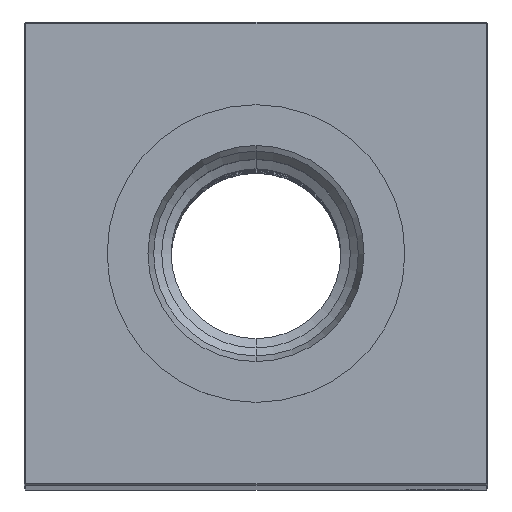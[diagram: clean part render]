
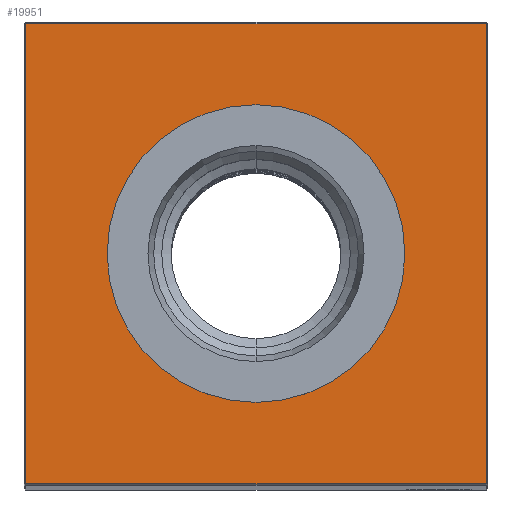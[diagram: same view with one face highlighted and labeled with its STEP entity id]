
A CAD part, top view. The second image highlights one B-rep face of the part: STEP entity #19951.
In plain terms, the highlighted planar face has unit normal (0, 0, 1).
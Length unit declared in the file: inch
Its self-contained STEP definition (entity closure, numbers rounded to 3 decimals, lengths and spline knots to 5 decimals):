
#1226 = EDGE_CURVE ( 'NONE', #8147, #3509, #16925, .T. ) ;
#1263 = CIRCLE ( 'NONE', #10074, 0.96457 ) ;
#2171 = FACE_BOUND ( 'NONE', #25253, .T. ) ;
#2755 = EDGE_LOOP ( 'NONE', ( #7265, #16281, #7396, #21873 ) ) ;
#2830 = CIRCLE ( 'NONE', #22393, 0.96457 ) ;
#2844 = CARTESIAN_POINT ( 'NONE',  ( 0., -1.49, 18.25 ) ) ;
#3321 = VECTOR ( 'NONE', #10951, 39.37008 ) ;
#3509 = VERTEX_POINT ( 'NONE', #29549 ) ;
#3700 = ORIENTED_EDGE ( 'NONE', *, *, #13726, .T. ) ;
#3780 = EDGE_CURVE ( 'NONE', #21994, #22400, #22102, .T. ) ;
#4244 = ORIENTED_EDGE ( 'NONE', *, *, #18221, .T. ) ;
#4664 = CARTESIAN_POINT ( 'NONE',  ( 0., 0., 18.25 ) ) ;
#4773 = DIRECTION ( 'NONE',  ( 0., 0., -1. ) ) ;
#5481 = CARTESIAN_POINT ( 'NONE',  ( 1.49, -1.49, 18.25 ) ) ;
#7140 = CARTESIAN_POINT ( 'NONE',  ( -1.49, -1.49, 18.25 ) ) ;
#7265 = ORIENTED_EDGE ( 'NONE', *, *, #20826, .T. ) ;
#7370 = VERTEX_POINT ( 'NONE', #27206 ) ;
#7396 = ORIENTED_EDGE ( 'NONE', *, *, #22021, .T. ) ;
#8147 = VERTEX_POINT ( 'NONE', #17091 ) ;
#9419 = DIRECTION ( 'NONE',  ( 0., 0., -1. ) ) ;
#10074 = AXIS2_PLACEMENT_3D ( 'NONE', #16709, #26030, #13979 ) ;
#10462 = VECTOR ( 'NONE', #12650, 39.37008 ) ;
#10489 = CARTESIAN_POINT ( 'NONE',  ( -1.49, 0., 18.25 ) ) ;
#10951 = DIRECTION ( 'NONE',  ( 0., -1., 0. ) ) ;
#11370 = VECTOR ( 'NONE', #14730, 39.37008 ) ;
#12650 = DIRECTION ( 'NONE',  ( 1., 0., 0. ) ) ;
#13726 = EDGE_CURVE ( 'NONE', #7370, #16490, #1263, .T. ) ;
#13979 = DIRECTION ( 'NONE',  ( -1., 0., 0. ) ) ;
#14021 = DIRECTION ( 'NONE',  ( -1., 0., 0. ) ) ;
#14730 = DIRECTION ( 'NONE',  ( 0., 1., 0. ) ) ;
#16281 = ORIENTED_EDGE ( 'NONE', *, *, #3780, .T. ) ;
#16490 = VERTEX_POINT ( 'NONE', #22897 ) ;
#16709 = CARTESIAN_POINT ( 'NONE',  ( 0., 0., 18.25 ) ) ;
#16925 = LINE ( 'NONE', #26089, #26048 ) ;
#17091 = CARTESIAN_POINT ( 'NONE',  ( 1.49, 1.49, 18.25 ) ) ;
#18221 = EDGE_CURVE ( 'NONE', #16490, #7370, #2830, .T. ) ;
#18850 = CARTESIAN_POINT ( 'NONE',  ( 0., 0., 18.25 ) ) ;
#19951 = ADVANCED_FACE ( 'NONE', ( #25738, #2171 ), #28193, .F. ) ;
#20826 = EDGE_CURVE ( 'NONE', #3509, #21994, #29606, .T. ) ;
#21873 = ORIENTED_EDGE ( 'NONE', *, *, #1226, .T. ) ;
#21994 = VERTEX_POINT ( 'NONE', #7140 ) ;
#22021 = EDGE_CURVE ( 'NONE', #22400, #8147, #28332, .T. ) ;
#22102 = LINE ( 'NONE', #2844, #10462 ) ;
#22393 = AXIS2_PLACEMENT_3D ( 'NONE', #4664, #9419, #14021 ) ;
#22400 = VERTEX_POINT ( 'NONE', #5481 ) ;
#22897 = CARTESIAN_POINT ( 'NONE',  ( 0., 0.96457, 18.25 ) ) ;
#25253 = EDGE_LOOP ( 'NONE', ( #4244, #3700 ) ) ;
#25725 = CARTESIAN_POINT ( 'NONE',  ( 1.49, 0., 18.25 ) ) ;
#25738 = FACE_OUTER_BOUND ( 'NONE', #2755, .T. ) ;
#26030 = DIRECTION ( 'NONE',  ( 0., 0., -1. ) ) ;
#26048 = VECTOR ( 'NONE', #26248, 39.37008 ) ;
#26089 = CARTESIAN_POINT ( 'NONE',  ( 0., 1.49, 18.25 ) ) ;
#26248 = DIRECTION ( 'NONE',  ( -1., 0., 0. ) ) ;
#27206 = CARTESIAN_POINT ( 'NONE',  ( 0., -0.96457, 18.25 ) ) ;
#27328 = AXIS2_PLACEMENT_3D ( 'NONE', #18850, #4773, #27890 ) ;
#27890 = DIRECTION ( 'NONE',  ( -1., 0., 0. ) ) ;
#28193 = PLANE ( 'NONE',  #27328 ) ;
#28332 = LINE ( 'NONE', #25725, #11370 ) ;
#29549 = CARTESIAN_POINT ( 'NONE',  ( -1.49, 1.49, 18.25 ) ) ;
#29606 = LINE ( 'NONE', #10489, #3321 ) ;
